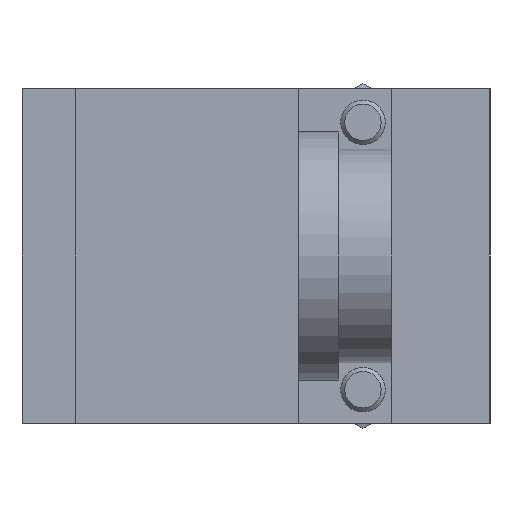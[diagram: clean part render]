
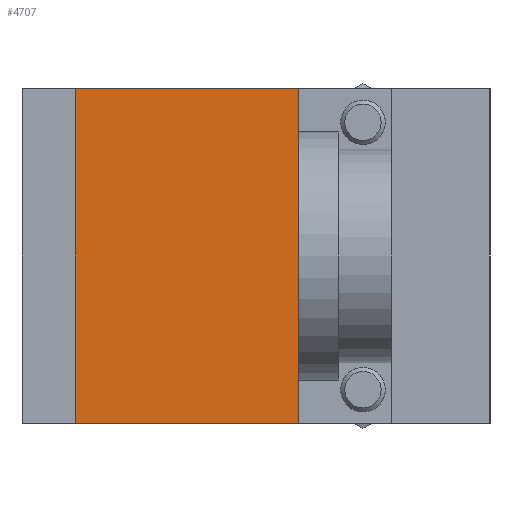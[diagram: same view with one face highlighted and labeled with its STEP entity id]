
A CAD part, left-side view. The second image highlights one B-rep face of the part: STEP entity #4707.
In plain terms, the highlighted face is planar.
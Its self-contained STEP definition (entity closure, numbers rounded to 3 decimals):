
#264=CARTESIAN_POINT('',(148.0,12.0,37.5));
#265=VERTEX_POINT('',#264);
#272=CARTESIAN_POINT('',(148.0,62.0,37.5));
#273=VERTEX_POINT('',#272);
#274=CARTESIAN_POINT('',(148.0,62.0,37.5));
#275=DIRECTION('',(0.0,-1.0,0.0));
#276=VECTOR('',#275,50.0);
#277=LINE('',#274,#276);
#278=EDGE_CURVE('',#273,#265,#277,.T.);
#4564=CARTESIAN_POINT('',(148.0,62.0,-37.5));
#4565=VERTEX_POINT('',#4564);
#4572=CARTESIAN_POINT('',(148.0,12.0,-37.5));
#4573=VERTEX_POINT('',#4572);
#4574=CARTESIAN_POINT('',(148.0,12.0,-37.5));
#4575=DIRECTION('',(0.0,1.0,0.0));
#4576=VECTOR('',#4575,50.0);
#4577=LINE('',#4574,#4576);
#4578=EDGE_CURVE('',#4573,#4565,#4577,.T.);
#4677=CARTESIAN_POINT('',(148.0,62.0,-37.5));
#4678=DIRECTION('',(0.0,0.0,1.0));
#4679=VECTOR('',#4678,75.0);
#4680=LINE('',#4677,#4679);
#4681=EDGE_CURVE('',#4565,#273,#4680,.T.);
#4691=CARTESIAN_POINT('',(148.0,62.0,0.0));
#4692=DIRECTION('',(1.0,0.0,0.0));
#4693=DIRECTION('',(0.0,0.0,-1.0));
#4694=AXIS2_PLACEMENT_3D('',#4691,#4692,#4693);
#4695=PLANE('',#4694);
#4696=ORIENTED_EDGE('',*,*,#278,.T.);
#4697=CARTESIAN_POINT('',(148.0,12.0,-37.5));
#4698=DIRECTION('',(0.0,0.0,1.0));
#4699=VECTOR('',#4698,75.0);
#4700=LINE('',#4697,#4699);
#4701=EDGE_CURVE('',#4573,#265,#4700,.T.);
#4702=ORIENTED_EDGE('',*,*,#4701,.F.);
#4703=ORIENTED_EDGE('',*,*,#4578,.T.);
#4704=ORIENTED_EDGE('',*,*,#4681,.T.);
#4705=EDGE_LOOP('',(#4696,#4702,#4703,#4704));
#4706=FACE_OUTER_BOUND('',#4705,.T.);
#4707=ADVANCED_FACE('',(#4706),#4695,.T.);
